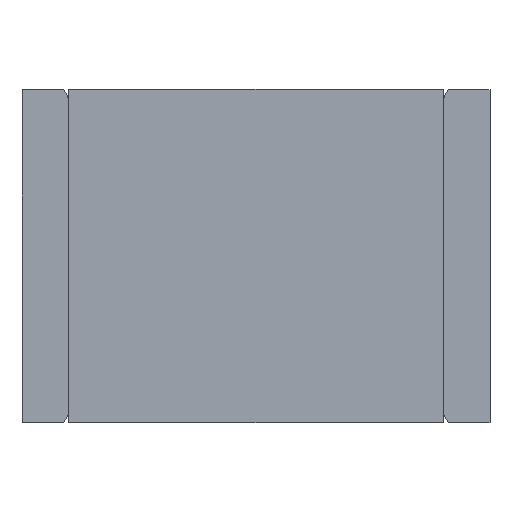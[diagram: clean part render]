
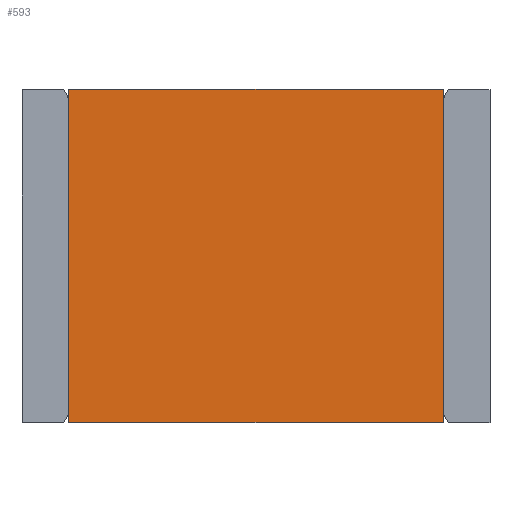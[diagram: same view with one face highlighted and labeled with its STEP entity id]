
A CAD part, top view. The second image highlights one B-rep face of the part: STEP entity #593.
In plain terms, the highlighted planar face has unit normal (0, 0, 1).
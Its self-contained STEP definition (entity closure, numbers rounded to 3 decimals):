
#593 = ADVANCED_FACE('',(#594),#628,.T.);
#594 = FACE_BOUND('',#595,.T.);
#595 = EDGE_LOOP('',(#596,#606,#614,#622));
#596 = ORIENTED_EDGE('',*,*,#597,.T.);
#597 = EDGE_CURVE('',#598,#600,#602,.T.);
#598 = VERTEX_POINT('',#599);
#599 = CARTESIAN_POINT('',(-1.8,-1.5,2.8));
#600 = VERTEX_POINT('',#601);
#601 = CARTESIAN_POINT('',(1.8,-1.5,2.8));
#602 = LINE('',#603,#604);
#603 = CARTESIAN_POINT('',(0.,-1.5,2.8));
#604 = VECTOR('',#605,1.);
#605 = DIRECTION('',(1.,0.,0.));
#606 = ORIENTED_EDGE('',*,*,#607,.T.);
#607 = EDGE_CURVE('',#600,#608,#610,.T.);
#608 = VERTEX_POINT('',#609);
#609 = CARTESIAN_POINT('',(1.8,1.7,2.8));
#610 = LINE('',#611,#612);
#611 = CARTESIAN_POINT('',(1.8,0.1,2.8));
#612 = VECTOR('',#613,1.);
#613 = DIRECTION('',(0.,1.,0.));
#614 = ORIENTED_EDGE('',*,*,#615,.F.);
#615 = EDGE_CURVE('',#616,#608,#618,.T.);
#616 = VERTEX_POINT('',#617);
#617 = CARTESIAN_POINT('',(-1.8,1.7,2.8));
#618 = LINE('',#619,#620);
#619 = CARTESIAN_POINT('',(0.,1.7,2.8));
#620 = VECTOR('',#621,1.);
#621 = DIRECTION('',(1.,0.,0.));
#622 = ORIENTED_EDGE('',*,*,#623,.F.);
#623 = EDGE_CURVE('',#598,#616,#624,.T.);
#624 = LINE('',#625,#626);
#625 = CARTESIAN_POINT('',(-1.8,0.1,2.8));
#626 = VECTOR('',#627,1.);
#627 = DIRECTION('',(0.,1.,0.));
#628 = PLANE('',#629);
#629 = AXIS2_PLACEMENT_3D('',#630,#631,#632);
#630 = CARTESIAN_POINT('',(0.,0.1,2.8));
#631 = DIRECTION('',(0.,0.,1.));
#632 = DIRECTION('',(0.,-1.,0.));
